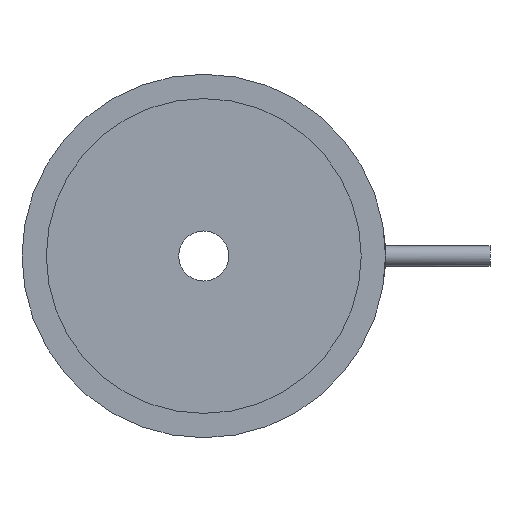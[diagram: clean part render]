
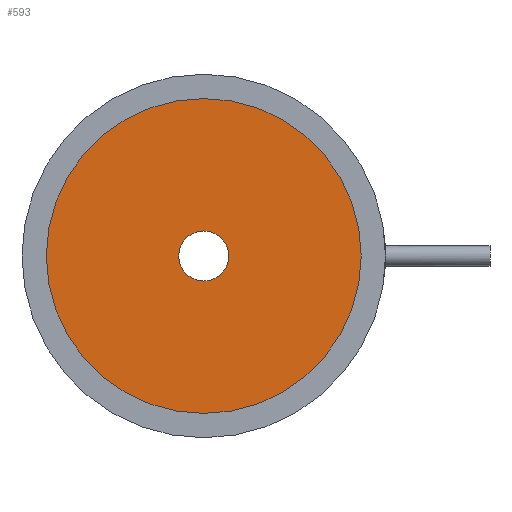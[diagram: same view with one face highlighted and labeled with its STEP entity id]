
A CAD part, front view. The second image highlights one B-rep face of the part: STEP entity #593.
In plain terms, the highlighted planar face has unit normal (0, -1, 0).
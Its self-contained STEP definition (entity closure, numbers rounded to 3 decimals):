
#44 = CIRCLE ( 'NONE', #228, 1.75 ) ;
#47 = VERTEX_POINT ( 'NONE', #79 ) ;
#79 = CARTESIAN_POINT ( 'NONE',  ( 0., 1., -1.75 ) ) ;
#91 = CARTESIAN_POINT ( 'NONE',  ( 0., 1., 0. ) ) ;
#96 = ORIENTED_EDGE ( 'NONE', *, *, #478, .T. ) ;
#143 = DIRECTION ( 'NONE',  ( 0., 1., 0. ) ) ;
#149 = EDGE_CURVE ( 'NONE', #375, #322, #231, .T. ) ;
#157 = EDGE_LOOP ( 'NONE', ( #571, #96 ) ) ;
#168 = CIRCLE ( 'NONE', #404, 11. ) ;
#172 = DIRECTION ( 'NONE',  ( 0., -1., 0. ) ) ;
#178 = ORIENTED_EDGE ( 'NONE', *, *, #287, .T. ) ;
#186 = DIRECTION ( 'NONE',  ( 0., 0., -1. ) ) ;
#226 = CARTESIAN_POINT ( 'NONE',  ( 0., 1., 1.75 ) ) ;
#228 = AXIS2_PLACEMENT_3D ( 'NONE', #517, #143, #186 ) ;
#231 = CIRCLE ( 'NONE', #551, 11. ) ;
#243 = ORIENTED_EDGE ( 'NONE', *, *, #149, .T. ) ;
#262 = DIRECTION ( 'NONE',  ( 0., 0., -1. ) ) ;
#274 = FACE_OUTER_BOUND ( 'NONE', #390, .T. ) ;
#287 = EDGE_CURVE ( 'NONE', #322, #375, #168, .T. ) ;
#309 = DIRECTION ( 'NONE',  ( 0., 1., 0. ) ) ;
#321 = CIRCLE ( 'NONE', #506, 1.75 ) ;
#322 = VERTEX_POINT ( 'NONE', #553 ) ;
#323 = CARTESIAN_POINT ( 'NONE',  ( 0., 1., 0. ) ) ;
#348 = AXIS2_PLACEMENT_3D ( 'NONE', #323, #710, #700 ) ;
#350 = VERTEX_POINT ( 'NONE', #226 ) ;
#375 = VERTEX_POINT ( 'NONE', #708 ) ;
#379 = CARTESIAN_POINT ( 'NONE',  ( 0., 1., 0. ) ) ;
#385 = DIRECTION ( 'NONE',  ( 0., 0., -1. ) ) ;
#390 = EDGE_LOOP ( 'NONE', ( #178, #243 ) ) ;
#404 = AXIS2_PLACEMENT_3D ( 'NONE', #525, #172, #385 ) ;
#430 = DIRECTION ( 'NONE',  ( 0., 0., -1. ) ) ;
#478 = EDGE_CURVE ( 'NONE', #47, #350, #321, .T. ) ;
#481 = FACE_BOUND ( 'NONE', #157, .T. ) ;
#506 = AXIS2_PLACEMENT_3D ( 'NONE', #91, #309, #262 ) ;
#513 = EDGE_CURVE ( 'NONE', #350, #47, #44, .T. ) ;
#517 = CARTESIAN_POINT ( 'NONE',  ( 0., 1., 0. ) ) ;
#525 = CARTESIAN_POINT ( 'NONE',  ( 0., 1., 0. ) ) ;
#542 = DIRECTION ( 'NONE',  ( 0., -1., 0. ) ) ;
#551 = AXIS2_PLACEMENT_3D ( 'NONE', #379, #542, #430 ) ;
#553 = CARTESIAN_POINT ( 'NONE',  ( 0., 1., -11. ) ) ;
#571 = ORIENTED_EDGE ( 'NONE', *, *, #513, .T. ) ;
#593 = ADVANCED_FACE ( 'NONE', ( #274, #481 ), #650, .T. ) ;
#650 = PLANE ( 'NONE',  #348 ) ;
#700 = DIRECTION ( 'NONE',  ( 0., 0., -1. ) ) ;
#708 = CARTESIAN_POINT ( 'NONE',  ( 0., 1., 11. ) ) ;
#710 = DIRECTION ( 'NONE',  ( 0., -1., 0. ) ) ;
